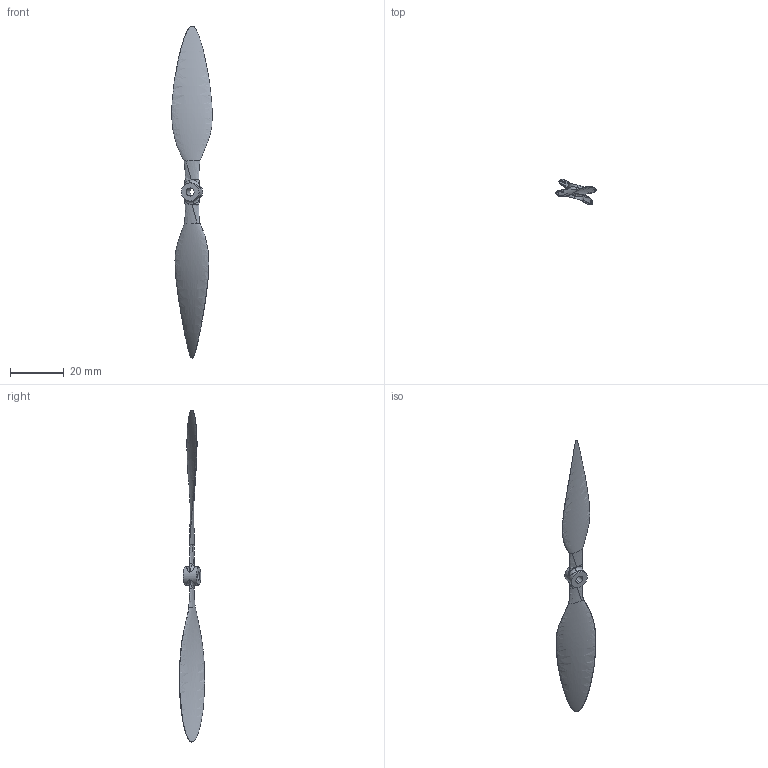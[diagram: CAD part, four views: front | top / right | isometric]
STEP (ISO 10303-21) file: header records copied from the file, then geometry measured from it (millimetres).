
FILE_DESCRIPTION (( 'STEP AP203' ), '1' );
FILE_NAME ('drone propeller_Predeterminado_sldprt.STEP', '2020-08-31T14:56:18', ( '' ), ( '' ), 'SwSTEP 2.0', 'SolidWorks 2020', '' );
FILE_SCHEMA (( 'CONFIG_CONTROL_DESIGN' ));
Length unit declared in the file: millimetre
Products named in the file (1): drone propeller_Predeterminado_sldprt
Bounding box: 14.94 x 9.32 x 123 mm (x, y, z)
Volume: 1344.2 mm3; surface area: 2911.4 mm2
Topology: 2 solids, 2 shells, 28 faces, 74 edges, 46 vertices
Faces by surface type: bspline 16, cylinder 8, plane 4
Entity records: 4065 total; most frequent: CARTESIAN_POINT 3425, ORIENTED_EDGE 140, DIRECTION 76, EDGE_CURVE 70, VERTEX_POINT 46, B_SPLINE_CURVE_WITH_KNOTS 40, AXIS2_PLACEMENT_3D 33, EDGE_LOOP 32
